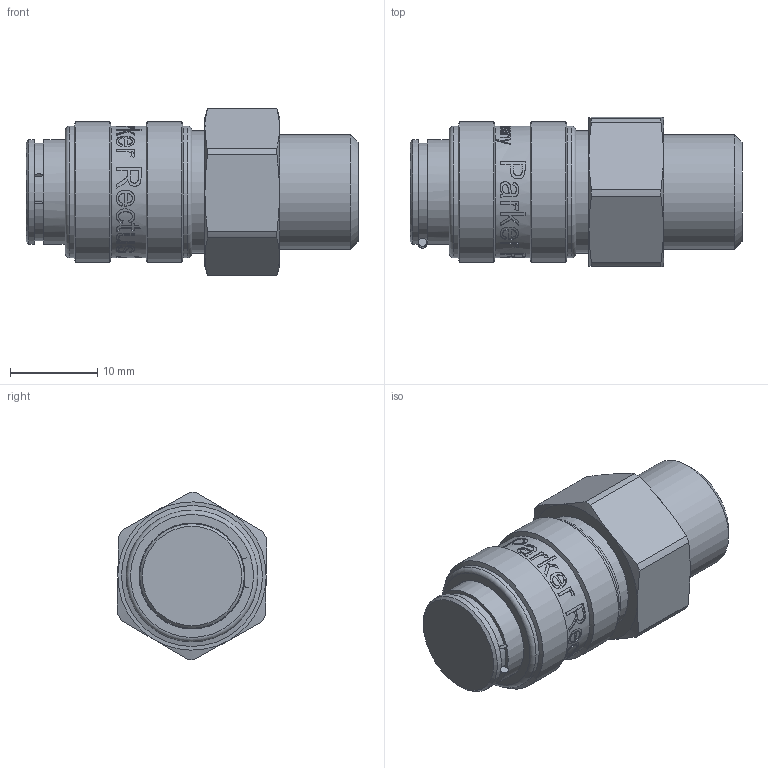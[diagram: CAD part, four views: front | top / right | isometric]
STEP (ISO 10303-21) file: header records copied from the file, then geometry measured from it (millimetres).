
FILE_DESCRIPTION((''),'2;1');
FILE_NAME('21kaaw13mpn.stp','2013-04-12T10:03:02',('IA176480'),(''),'Autodesk Inventor 2011','Autodesk Inventor 2011','');
FILE_SCHEMA(('AUTOMOTIVE_DESIGN { 1 0 10303 214 1 1 1 1 }'));
Length unit declared in the file: millimetre
Products named in the file (1): D104698
Bounding box: 38.06 x 17.13 x 19.15 mm (x, y, z)
Volume: 6582.1 mm3; surface area: 3718.8 mm2
Topology: 2 solids, 3 shells, 454 faces, 1193 edges, 787 vertices
Faces by surface type: bspline 214, plane 149, cylinder 61, cone 26, torus 4
Full cylindrical faces by diameter (mm): 11.15 x1, 11.4 x1, 11.46 x1, 12 x2, 12.15 x2, 13.157 x1, 14 x3, 15.1 x3, 16.15 x2
Entity records: 60793 total; most frequent: CARTESIAN_POINT 51030, ORIENTED_EDGE 2286, DIRECTION 1177, EDGE_CURVE 1143, VERTEX_POINT 773, B_SPLINE_CURVE_WITH_KNOTS 559, EDGE_LOOP 534, FACE_OUTER_BOUND 453
